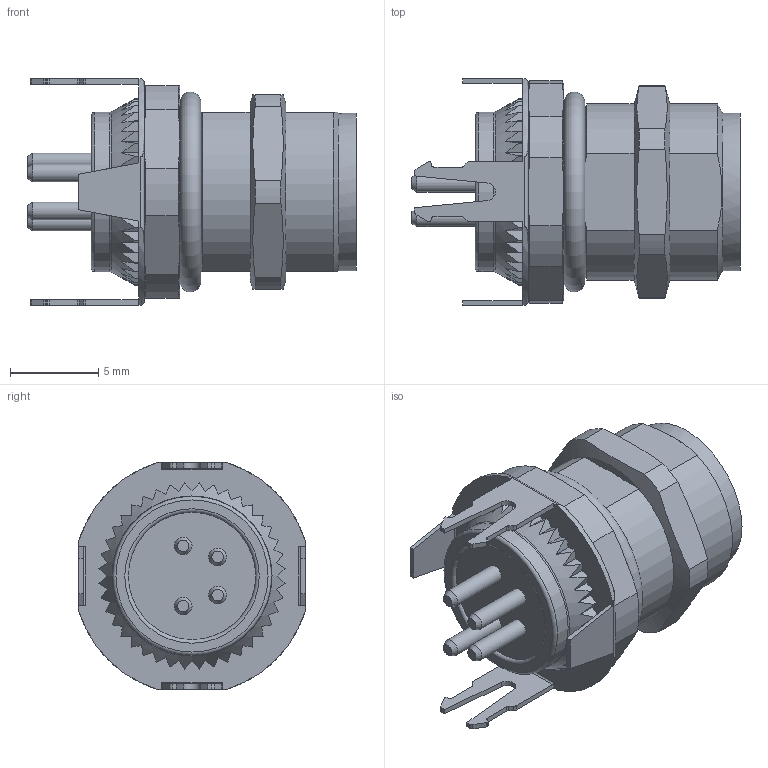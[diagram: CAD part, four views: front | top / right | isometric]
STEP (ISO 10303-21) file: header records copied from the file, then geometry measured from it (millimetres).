
FILE_DESCRIPTION(/* description */ (''),/* implementation_level */ '2;1');
FILE_NAME(/* name */ '09-3420-81-04_bg.stp',/* time_stamp */ '2010-06-11T09:55:15+02:00',/* author */ (''),/* organization */ (''),/* preprocessor_version */ 'ST-DEVELOPER v11',/* originating_system */ 'UGS - NX 5.0',/* authorisation */ '');
FILE_SCHEMA (('CONFIG_CONTROL_DESIGN'));
Length unit declared in the file: millimetre
Products named in the file (1): kbor923Bua1i
Bounding box: 18.6 x 12.8 x 12.8 mm (x, y, z)
Volume: 1173 mm3; surface area: 1599.6 mm2
Topology: 4 solids, 4 shells, 319 faces, 881 edges, 583 vertices
Faces by surface type: plane 157, cylinder 105, cone 33, torus 8, extrusion 8, bspline 8
Full cylindrical faces by diameter (mm): 1 x4, 1.05 x4, 5.65 x1, 7.1 x1, 7.4 x1, 8.1 x2, 8.9 x2, 9 x1, 9.188 x1
Entity records: 10512 total; most frequent: CARTESIAN_POINT 2746, ORIENTED_EDGE 1614, DIRECTION 1502, EDGE_CURVE 807, VERTEX_POINT 563, AXIS2_PLACEMENT_3D 547, VECTOR 408, LINE 400
